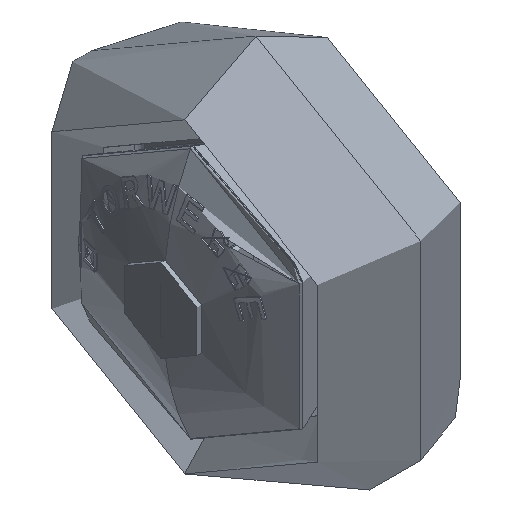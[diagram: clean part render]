
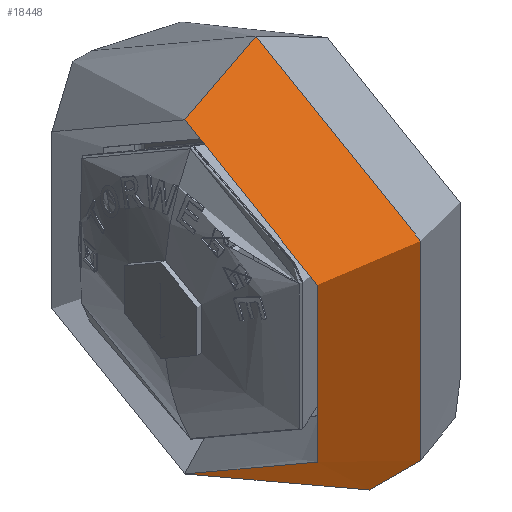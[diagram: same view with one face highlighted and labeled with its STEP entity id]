
A CAD part, isometric view. The second image highlights one B-rep face of the part: STEP entity #18448.
In plain terms, the highlighted free-form (B-spline) face has degree [3, 3] with [4, 4] control points.
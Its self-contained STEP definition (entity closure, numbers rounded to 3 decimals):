
#418 =( BOUNDED_CURVE ( )  B_SPLINE_CURVE ( 3, ( #22586, #11266, #5509, #20565 ),
 .UNSPECIFIED., .F., .F. ) 
 B_SPLINE_CURVE_WITH_KNOTS ( ( 4, 4 ),
 ( 1.571, 3.142 ),
 .UNSPECIFIED. ) 
 CURVE ( )  GEOMETRIC_REPRESENTATION_ITEM ( )  RATIONAL_B_SPLINE_CURVE ( ( 1., 0.805, 0.805, 1. ) ) 
 REPRESENTATION_ITEM ( '' )  );
#872 = EDGE_LOOP ( 'NONE', ( #11337, #16900, #11373, #23491 ) ) ;
#1592 = CARTESIAN_POINT ( 'NONE',  ( 15.05, -64.5, 32.25 ) ) ;
#2071 = FACE_OUTER_BOUND ( 'NONE', #872, .T. ) ;
#2182 = CARTESIAN_POINT ( 'NONE',  ( 30.05, 0., -40. ) ) ;
#2257 = AXIS2_PLACEMENT_3D ( 'NONE', #18633, #20509, #3301 ) ;
#2865 = CARTESIAN_POINT ( 'NONE',  ( 21.263, 0., 40. ) ) ;
#3301 = DIRECTION ( 'NONE',  ( 0., 0., 1. ) ) ;
#3390 = VERTEX_POINT ( 'NONE', #2182 ) ;
#3481 = CARTESIAN_POINT ( 'NONE',  ( 30.05, -80., 40. ) ) ;
#3855 = CARTESIAN_POINT ( 'NONE',  ( 15.05, 0., 32.25 ) ) ;
#4026 = DIRECTION ( 'NONE',  ( 1., 0., 0. ) ) ;
#4904 =( BOUNDED_CURVE ( )  B_SPLINE_CURVE ( 3, ( #20319, #7001, #2865, #18446 ),
 .UNSPECIFIED., .F., .T. ) 
 B_SPLINE_CURVE_WITH_KNOTS ( ( 4, 4 ),
 ( 3.142, 4.712 ),
 .UNSPECIFIED. ) 
 CURVE ( )  GEOMETRIC_REPRESENTATION_ITEM ( )  RATIONAL_B_SPLINE_CURVE ( ( 1., 0.805, 0.805, 1. ) ) 
 REPRESENTATION_ITEM ( '' )  );
#5082 = AXIS2_PLACEMENT_3D ( 'NONE', #11926, #4026, #6153 ) ;
#5107 = CARTESIAN_POINT ( 'NONE',  ( 30.05, 0., 40. ) ) ;
#5509 = CARTESIAN_POINT ( 'NONE',  ( 15.05, 0., -36.79 ) ) ;
#5727 = CARTESIAN_POINT ( 'NONE',  ( 15.05, -64.5, -32.25 ) ) ;
#5857 = CARTESIAN_POINT ( 'NONE',  ( 15.05, -73.58, 36.79 ) ) ;
#6153 = DIRECTION ( 'NONE',  ( 0., 0., -1. ) ) ;
#6619 = CARTESIAN_POINT ( 'NONE',  ( 15.05, 0., 32.25 ) ) ;
#7001 = CARTESIAN_POINT ( 'NONE',  ( 15.05, 0., 36.79 ) ) ;
#7353 = CARTESIAN_POINT ( 'NONE',  ( 15.05, 0., -32.25 ) ) ;
#7600 = CARTESIAN_POINT ( 'NONE',  ( 15.05, 0., -36.79 ) ) ;
#7715 = CARTESIAN_POINT ( 'NONE',  ( 21.263, 0., 40. ) ) ;
#8269 = CIRCLE ( 'NONE', #5082, 40. ) ;
#11127 = CARTESIAN_POINT ( 'NONE',  ( 15.05, 0., 36.79 ) ) ;
#11266 = CARTESIAN_POINT ( 'NONE',  ( 21.263, 0., -40. ) ) ;
#11337 = ORIENTED_EDGE ( 'NONE', *, *, #19345, .F. ) ;
#11368 = CARTESIAN_POINT ( 'NONE',  ( 30.05, 0., 40. ) ) ;
#11373 = ORIENTED_EDGE ( 'NONE', *, *, #13069, .F. ) ;
#11926 = CARTESIAN_POINT ( 'NONE',  ( 30.05, 0., 0. ) ) ;
#13069 = EDGE_CURVE ( 'NONE', #3390, #24189, #418, .T. ) ;
#13387 = CARTESIAN_POINT ( 'NONE',  ( 21.263, 0., -40. ) ) ;
#13631 = CARTESIAN_POINT ( 'NONE',  ( 30.05, -80., -40. ) ) ;
#14389 = VERTEX_POINT ( 'NONE', #5107 ) ;
#15178 = CARTESIAN_POINT ( 'NONE',  ( 21.263, -80., 40. ) ) ;
#16581 = VERTEX_POINT ( 'NONE', #6619 ) ;
#16900 = ORIENTED_EDGE ( 'NONE', *, *, #19676, .F. ) ;
#18446 = CARTESIAN_POINT ( 'NONE',  ( 30.05, 0., 40. ) ) ;
#18448 = ADVANCED_FACE ( 'NONE', ( #2071 ), #23038, .F. ) ;
#18633 = CARTESIAN_POINT ( 'NONE',  ( 15.05, 0., 0. ) ) ;
#18737 = EDGE_CURVE ( 'NONE', #14389, #3390, #8269, .T. ) ;
#19105 = CIRCLE ( 'NONE', #2257, 32.25 ) ;
#19345 = EDGE_CURVE ( 'NONE', #16581, #14389, #4904, .T. ) ;
#19676 = EDGE_CURVE ( 'NONE', #24189, #16581, #19105, .T. ) ;
#20319 = CARTESIAN_POINT ( 'NONE',  ( 15.05, 0., 32.25 ) ) ;
#20509 = DIRECTION ( 'NONE',  ( -1., 0., 0. ) ) ;
#20565 = CARTESIAN_POINT ( 'NONE',  ( 15.05, 0., -32.25 ) ) ;
#20816 = CARTESIAN_POINT ( 'NONE',  ( 21.263, -80., -40. ) ) ;
#20934 = CARTESIAN_POINT ( 'NONE',  ( 15.05, 0., -32.25 ) ) ;
#22586 = CARTESIAN_POINT ( 'NONE',  ( 30.05, 0., -40. ) ) ;
#22703 = CARTESIAN_POINT ( 'NONE',  ( 15.05, -73.58, -36.79 ) ) ;
#23038 =( BOUNDED_SURFACE ( )  B_SPLINE_SURFACE ( 3, 3, ( 
 ( #23203, #13631, #3481, #11368 ),
 ( #13387, #20816, #15178, #7715 ),
 ( #7600, #22703, #5857, #11127 ),
 ( #20934, #5727, #1592, #3855 ) ),
 .UNSPECIFIED., .F., .F., .F. ) 
 B_SPLINE_SURFACE_WITH_KNOTS ( ( 4, 4 ),
 ( 4, 4 ),
 ( 0., 1. ),
 ( 0., 1. ),
 .UNSPECIFIED. ) 
 GEOMETRIC_REPRESENTATION_ITEM ( )  RATIONAL_B_SPLINE_SURFACE ( (
 ( 1., 0.333, 0.333, 1.),
 ( 0.805, 0.268, 0.268, 0.805),
 ( 0.805, 0.268, 0.268, 0.805),
 ( 1., 0.333, 0.333, 1.) ) ) 
 REPRESENTATION_ITEM ( '' )  SURFACE ( )  );
#23203 = CARTESIAN_POINT ( 'NONE',  ( 30.05, 0., -40. ) ) ;
#23491 = ORIENTED_EDGE ( 'NONE', *, *, #18737, .F. ) ;
#24189 = VERTEX_POINT ( 'NONE', #7353 ) ;
